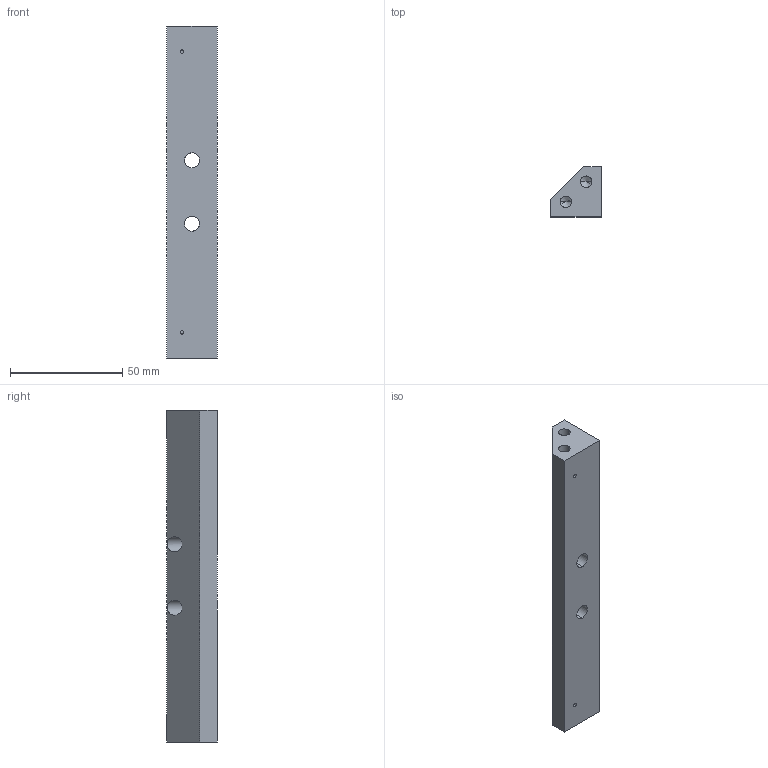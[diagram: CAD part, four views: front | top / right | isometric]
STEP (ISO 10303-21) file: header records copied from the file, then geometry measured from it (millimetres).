
FILE_DESCRIPTION (( 'STEP AP203' ), '1' );
FILE_NAME ('D0901925-v1_AdvLIGO_SUS_HSTS_Barrel EQ Stop Crossbar, Intermediate Wire.STEP', '2010-06-11T12:23:50', ( 'Dwayne Giardina' ), ( 'CA Institute of Technology' ), 'SwSTEP 2.0', 'SolidWorks 2009', '' );
FILE_SCHEMA (( 'CONFIG_CONTROL_DESIGN' ));
Length unit declared in the file: inch
Products named in the file (1): D0901925-v1_AdvLIGO_SUS_HSTS_Barrel EQ Stop Crossbar, Intermediate Wire
Bounding box: 22.45 x 22.45 x 148.08 mm (x, y, z)
Volume: 56117.2 mm3; surface area: 14339.6 mm2
Topology: 1 solids, 1 shells, 35 faces, 91 edges, 54 vertices
Faces by surface type: cylinder 20, cone 8, plane 7
Entity records: 1220 total; most frequent: CARTESIAN_POINT 305, DIRECTION 171, ORIENTED_EDGE 166, EDGE_CURVE 83, AXIS2_PLACEMENT_3D 64, VERTEX_POINT 54, EDGE_LOOP 51, VECTOR 43
